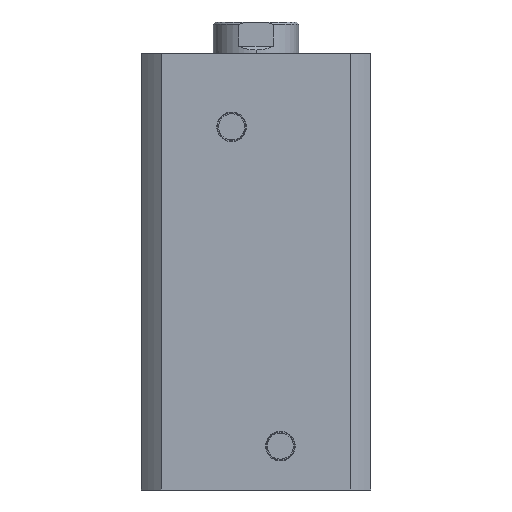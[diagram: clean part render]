
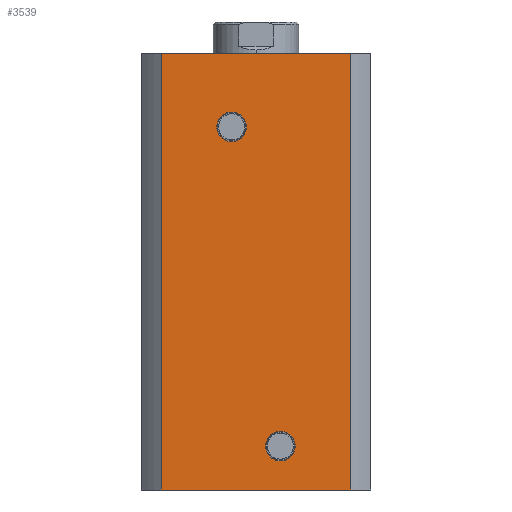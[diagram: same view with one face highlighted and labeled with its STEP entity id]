
A CAD part, left-side view. The second image highlights one B-rep face of the part: STEP entity #3539.
In plain terms, the highlighted planar face has unit normal (-1, 0, 0).
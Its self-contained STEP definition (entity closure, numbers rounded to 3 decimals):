
#70 = CARTESIAN_POINT ( 'NONE',  ( -47., 38.884, 0. ) ) ;
#72 = CARTESIAN_POINT ( 'NONE',  ( -47., -38.884, 0. ) ) ;
#74 = CARTESIAN_POINT ( 'NONE',  ( -47., -38.884, 179. ) ) ;
#77 = CARTESIAN_POINT ( 'NONE',  ( -47., 38.884, 179. ) ) ;
#193 = CARTESIAN_POINT ( 'NONE',  ( -47., -10., 18. ) ) ;
#194 = DIRECTION ( 'NONE',  ( -1., 0., 0. ) ) ;
#195 = DIRECTION ( 'NONE',  ( 0., 0., 1. ) ) ;
#276 = CARTESIAN_POINT ( 'NONE',  ( -47., 10., 155.06 ) ) ;
#281 = CARTESIAN_POINT ( 'NONE',  ( -47., -10., 11.94 ) ) ;
#283 = CARTESIAN_POINT ( 'NONE',  ( -47., -10., 24.06 ) ) ;
#288 = CARTESIAN_POINT ( 'NONE',  ( -47., 10., 142.94 ) ) ;
#387 = ORIENTED_EDGE ( 'NONE', *, *, #1508, .F. ) ;
#388 = ORIENTED_EDGE ( 'NONE', *, *, #2481, .F. ) ;
#389 = ORIENTED_EDGE ( 'NONE', *, *, #1500, .F. ) ;
#396 = VERTEX_POINT ( 'NONE', #276 ) ;
#404 = VERTEX_POINT ( 'NONE', #281 ) ;
#406 = VERTEX_POINT ( 'NONE', #283 ) ;
#411 = VERTEX_POINT ( 'NONE', #288 ) ;
#649 = AXIS2_PLACEMENT_3D ( 'NONE', #1897, #1892, #1901 ) ;
#1006 = DIRECTION ( 'NONE',  ( 0., 0., -1. ) ) ;
#1012 = CARTESIAN_POINT ( 'NONE',  ( -47., 38.884, 179. ) ) ;
#1017 = CARTESIAN_POINT ( 'NONE',  ( -47., 10., 149. ) ) ;
#1018 = DIRECTION ( 'NONE',  ( 0., 0., 1. ) ) ;
#1446 = AXIS2_PLACEMENT_3D ( 'NONE', #2130, #2131, #2132 ) ;
#1447 = AXIS2_PLACEMENT_3D ( 'NONE', #2122, #2123, #2125 ) ;
#1494 = AXIS2_PLACEMENT_3D ( 'NONE', #193, #194, #195 ) ;
#1499 = AXIS2_PLACEMENT_3D ( 'NONE', #1017, #2106, #1018 ) ;
#1500 = EDGE_CURVE ( 'NONE', #411, #396, #2876, .T. ) ;
#1508 = EDGE_CURVE ( 'NONE', #404, #406, #2880, .T. ) ;
#1679 = ORIENTED_EDGE ( 'NONE', *, *, #2479, .T. ) ;
#1680 = ORIENTED_EDGE ( 'NONE', *, *, #2484, .F. ) ;
#1681 = ORIENTED_EDGE ( 'NONE', *, *, #2485, .F. ) ;
#1682 = ORIENTED_EDGE ( 'NONE', *, *, #2483, .T. ) ;
#1685 = ORIENTED_EDGE ( 'NONE', *, *, #2482, .F. ) ;
#1892 = DIRECTION ( 'NONE',  ( 1., 0., 0. ) ) ;
#1897 = CARTESIAN_POINT ( 'NONE',  ( -47., 0., 179. ) ) ;
#1899 = PLANE ( 'NONE',  #649 ) ;
#1901 = DIRECTION ( 'NONE',  ( 0., 1., 0. ) ) ;
#2097 = FACE_BOUND ( 'NONE', #3113, .T. ) ;
#2099 = FACE_OUTER_BOUND ( 'NONE', #3117, .T. ) ;
#2102 = FACE_BOUND ( 'NONE', #3116, .T. ) ;
#2106 = DIRECTION ( 'NONE',  ( -1., 0., 0. ) ) ;
#2120 = CARTESIAN_POINT ( 'NONE',  ( -47., 0., 0. ) ) ;
#2121 = DIRECTION ( 'NONE',  ( 0., -1., 0. ) ) ;
#2122 = CARTESIAN_POINT ( 'NONE',  ( -47., 10., 149. ) ) ;
#2123 = DIRECTION ( 'NONE',  ( -1., 0., 0. ) ) ;
#2125 = DIRECTION ( 'NONE',  ( 0., 0., 1. ) ) ;
#2128 = CARTESIAN_POINT ( 'NONE',  ( -47., 0., 179. ) ) ;
#2130 = CARTESIAN_POINT ( 'NONE',  ( -47., -10., 18. ) ) ;
#2131 = DIRECTION ( 'NONE',  ( -1., 0., 0. ) ) ;
#2132 = DIRECTION ( 'NONE',  ( 0., 0., 1. ) ) ;
#2133 = CARTESIAN_POINT ( 'NONE',  ( -47., -38.884, 179. ) ) ;
#2135 = DIRECTION ( 'NONE',  ( 0., 0., -1. ) ) ;
#2136 = DIRECTION ( 'NONE',  ( 0., -1., 0. ) ) ;
#2479 = EDGE_CURVE ( 'NONE', #2793, #2786, #3295, .T. ) ;
#2481 = EDGE_CURVE ( 'NONE', #396, #411, #3298, .T. ) ;
#2482 = EDGE_CURVE ( 'NONE', #406, #404, #3299, .T. ) ;
#2483 = EDGE_CURVE ( 'NONE', #2786, #2788, #3300, .T. ) ;
#2484 = EDGE_CURVE ( 'NONE', #2790, #2788, #3301, .T. ) ;
#2485 = EDGE_CURVE ( 'NONE', #2793, #2790, #3296, .T. ) ;
#2786 = VERTEX_POINT ( 'NONE', #70 ) ;
#2788 = VERTEX_POINT ( 'NONE', #72 ) ;
#2790 = VERTEX_POINT ( 'NONE', #74 ) ;
#2793 = VERTEX_POINT ( 'NONE', #77 ) ;
#2876 = CIRCLE ( 'NONE', #1499, 6.06 ) ;
#2880 = CIRCLE ( 'NONE', #1494, 6.06 ) ;
#3113 = EDGE_LOOP ( 'NONE', ( #388, #389 ) ) ;
#3116 = EDGE_LOOP ( 'NONE', ( #1685, #387 ) ) ;
#3117 = EDGE_LOOP ( 'NONE', ( #1682, #1680, #1681, #1679 ) ) ;
#3295 = LINE ( 'NONE', #1012, #3297 ) ;
#3296 = LINE ( 'NONE', #2128, #3306 ) ;
#3297 = VECTOR ( 'NONE', #1006, 1000. ) ;
#3298 = CIRCLE ( 'NONE', #1447, 6.06 ) ;
#3299 = CIRCLE ( 'NONE', #1446, 6.06 ) ;
#3300 = LINE ( 'NONE', #2120, #3302 ) ;
#3301 = LINE ( 'NONE', #2133, #3304 ) ;
#3302 = VECTOR ( 'NONE', #2121, 1000. ) ;
#3304 = VECTOR ( 'NONE', #2135, 1000. ) ;
#3306 = VECTOR ( 'NONE', #2136, 1000. ) ;
#3539 = ADVANCED_FACE ( 'NONE', ( #2097, #2102, #2099 ), #1899, .F. ) ;
